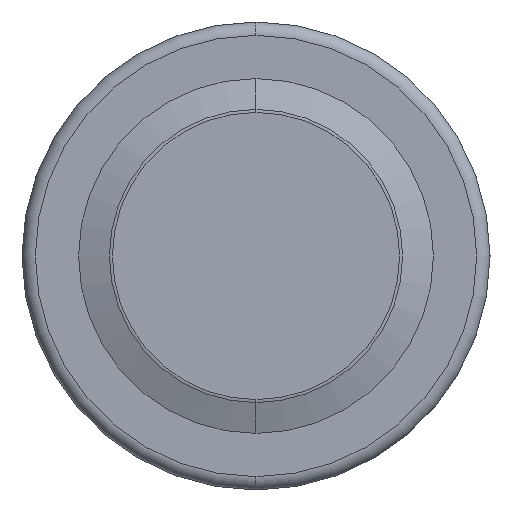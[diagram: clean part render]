
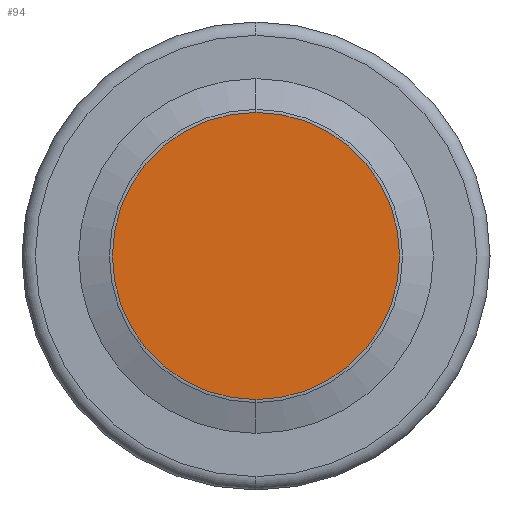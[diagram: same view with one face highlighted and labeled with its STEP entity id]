
A CAD part, left-side view. The second image highlights one B-rep face of the part: STEP entity #94.
In plain terms, the highlighted planar face has unit normal (-1, 0, 0).
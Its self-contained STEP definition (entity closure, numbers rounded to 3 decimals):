
#46 = AXIS2_PLACEMENT_3D ( 'NONE', #271, #259, #707 ) ;
#57 = DIRECTION ( 'NONE',  ( -1., 0., 0. ) ) ;
#94 = ADVANCED_FACE ( 'NONE', ( #615 ), #483, .F. ) ;
#117 = CIRCLE ( 'NONE', #657, 3.222 ) ;
#160 = AXIS2_PLACEMENT_3D ( 'NONE', #250, #495, #769 ) ;
#233 = ORIENTED_EDGE ( 'NONE', *, *, #377, .T. ) ;
#250 = CARTESIAN_POINT ( 'NONE',  ( -43.5, 3.256, 0. ) ) ;
#259 = DIRECTION ( 'NONE',  ( -1., 0., 0. ) ) ;
#271 = CARTESIAN_POINT ( 'NONE',  ( -43.5, 0., 0. ) ) ;
#291 = CARTESIAN_POINT ( 'NONE',  ( -43.5, 0., -3.222 ) ) ;
#377 = EDGE_CURVE ( 'NONE', #752, #795, #117, .T. ) ;
#397 = EDGE_LOOP ( 'NONE', ( #792, #233 ) ) ;
#402 = CIRCLE ( 'NONE', #46, 3.222 ) ;
#483 = PLANE ( 'NONE',  #160 ) ;
#495 = DIRECTION ( 'NONE',  ( 1., 0., 0. ) ) ;
#543 = CARTESIAN_POINT ( 'NONE',  ( -43.5, 0., 0. ) ) ;
#615 = FACE_OUTER_BOUND ( 'NONE', #397, .T. ) ;
#655 = CARTESIAN_POINT ( 'NONE',  ( -43.5, 0., 3.222 ) ) ;
#657 = AXIS2_PLACEMENT_3D ( 'NONE', #543, #57, #789 ) ;
#690 = EDGE_CURVE ( 'NONE', #795, #752, #402, .T. ) ;
#707 = DIRECTION ( 'NONE',  ( 0., 0., -1. ) ) ;
#752 = VERTEX_POINT ( 'NONE', #655 ) ;
#769 = DIRECTION ( 'NONE',  ( 0., 0., -1. ) ) ;
#789 = DIRECTION ( 'NONE',  ( 0., 0., -1. ) ) ;
#792 = ORIENTED_EDGE ( 'NONE', *, *, #690, .T. ) ;
#795 = VERTEX_POINT ( 'NONE', #291 ) ;
